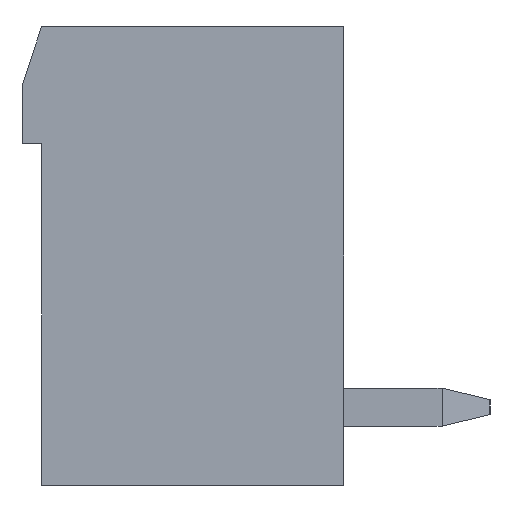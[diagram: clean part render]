
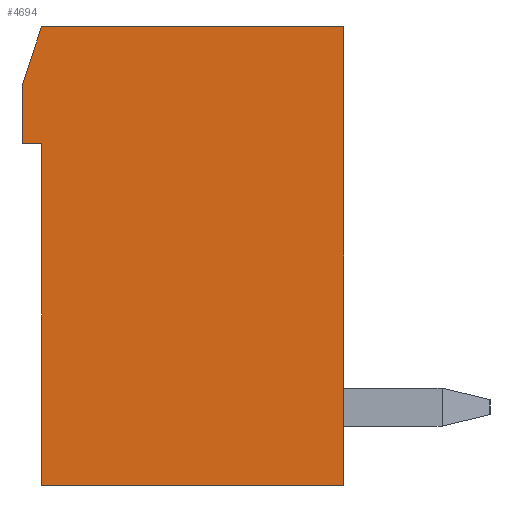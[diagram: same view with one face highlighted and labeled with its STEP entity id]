
A CAD part, left-side view. The second image highlights one B-rep face of the part: STEP entity #4694.
In plain terms, the highlighted planar face has unit normal (-1, 0, 0).
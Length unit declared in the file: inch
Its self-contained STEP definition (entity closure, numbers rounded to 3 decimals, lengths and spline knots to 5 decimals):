
#1=DIRECTION('',(0.,0.,-1.));
#2=VECTOR('',#1,0.47);
#3=CARTESIAN_POINT('',(-0.6395,0.,0.47));
#4=LINE('',#3,#2);
#5=DIRECTION('',(0.,1.,0.));
#6=VECTOR('',#5,0.31);
#7=CARTESIAN_POINT('',(-0.6395,0.,0.));
#8=LINE('',#7,#6);
#9=DIRECTION('',(0.,0.,1.));
#10=VECTOR('',#9,0.35);
#11=CARTESIAN_POINT('',(-0.6395,0.31,0.));
#12=LINE('',#11,#10);
#13=DIRECTION('',(0.,1.,0.));
#14=VECTOR('',#13,0.02);
#15=CARTESIAN_POINT('',(-0.6395,0.31,0.35));
#16=LINE('',#15,#14);
#17=DIRECTION('',(0.,0.,1.));
#18=VECTOR('',#17,0.06);
#19=CARTESIAN_POINT('',(-0.6395,0.33,0.35));
#20=LINE('',#19,#18);
#21=DIRECTION('',(0.,-0.316,0.949));
#22=VECTOR('',#21,0.06325);
#23=CARTESIAN_POINT('',(-0.6395,0.33,0.41));
#24=LINE('',#23,#22);
#25=DIRECTION('',(0.,-1.,0.));
#26=VECTOR('',#25,0.31);
#27=CARTESIAN_POINT('',(-0.6395,0.31,0.47));
#28=LINE('',#27,#26);
#3591=CARTESIAN_POINT('',(-0.6395,0.,0.47));
#3592=CARTESIAN_POINT('',(-0.6395,0.,0.));
#3593=VERTEX_POINT('',#3591);
#3594=VERTEX_POINT('',#3592);
#3595=CARTESIAN_POINT('',(-0.6395,0.31,0.));
#3596=VERTEX_POINT('',#3595);
#3597=CARTESIAN_POINT('',(-0.6395,0.31,0.35));
#3598=CARTESIAN_POINT('',(-0.6395,0.33,0.35));
#3599=VERTEX_POINT('',#3597);
#3600=VERTEX_POINT('',#3598);
#3601=CARTESIAN_POINT('',(-0.6395,0.33,0.41));
#3602=VERTEX_POINT('',#3601);
#3603=CARTESIAN_POINT('',(-0.6395,0.31,0.47));
#3604=VERTEX_POINT('',#3603);
#4673=CARTESIAN_POINT('',(-0.6395,0.,0.));
#4674=DIRECTION('',(1.,0.,0.));
#4675=DIRECTION('',(0.,0.,-1.));
#4676=AXIS2_PLACEMENT_3D('',#4673,#4674,#4675);
#4677=PLANE('',#4676);
#4679=ORIENTED_EDGE('',*,*,#4678,.T.);
#4681=ORIENTED_EDGE('',*,*,#4680,.T.);
#4683=ORIENTED_EDGE('',*,*,#4682,.T.);
#4685=ORIENTED_EDGE('',*,*,#4684,.T.);
#4687=ORIENTED_EDGE('',*,*,#4686,.T.);
#4689=ORIENTED_EDGE('',*,*,#4688,.T.);
#4691=ORIENTED_EDGE('',*,*,#4690,.T.);
#4692=EDGE_LOOP('',(#4679,#4681,#4683,#4685,#4687,#4689,#4691));
#4693=FACE_OUTER_BOUND('',#4692,.F.);
#4694=ADVANCED_FACE('',(#4693),#4677,.F.);
#4678=EDGE_CURVE('',#3593,#3594,#4,.T.);
#4680=EDGE_CURVE('',#3594,#3596,#8,.T.);
#4682=EDGE_CURVE('',#3596,#3599,#12,.T.);
#4684=EDGE_CURVE('',#3599,#3600,#16,.T.);
#4686=EDGE_CURVE('',#3600,#3602,#20,.T.);
#4688=EDGE_CURVE('',#3602,#3604,#24,.T.);
#4690=EDGE_CURVE('',#3604,#3593,#28,.T.);
